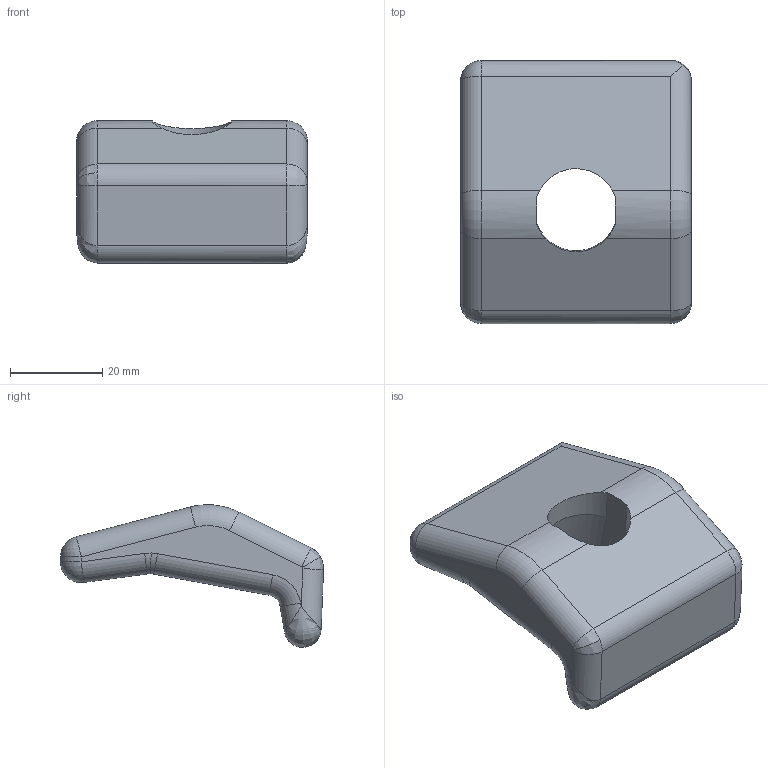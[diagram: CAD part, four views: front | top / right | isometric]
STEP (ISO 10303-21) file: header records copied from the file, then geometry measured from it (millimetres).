
FILE_DESCRIPTION(('STEP AP214'),'1');
FILE_NAME('PMH Kämmplatta 1506.stp','2013-08-06T12:15:55',(' '),(' '),'Spatial InterOp 3D',' ',' ');
FILE_SCHEMA(('automotive_design'));
Length unit declared in the file: millimetre
Products named in the file (1): PMH Profilskena klammplatta 1506
Bounding box: 50 x 56.97 x 30.85 mm (x, y, z)
Volume: 35918.3 mm3; surface area: 8880.6 mm2
Topology: 1 solids, 1 shells, 51 faces, 129 edges, 76 vertices
Faces by surface type: cylinder 24, plane 11, bspline 9, torus 5, sphere 2
Entity records: 3812 total; most frequent: CARTESIAN_POINT 2221, ORIENTED_EDGE 250, DIRECTION 240, EDGE_CURVE 125, AXIS2_PLACEMENT_3D 93, VERTEX_POINT 75, LINE 54, VECTOR 54
